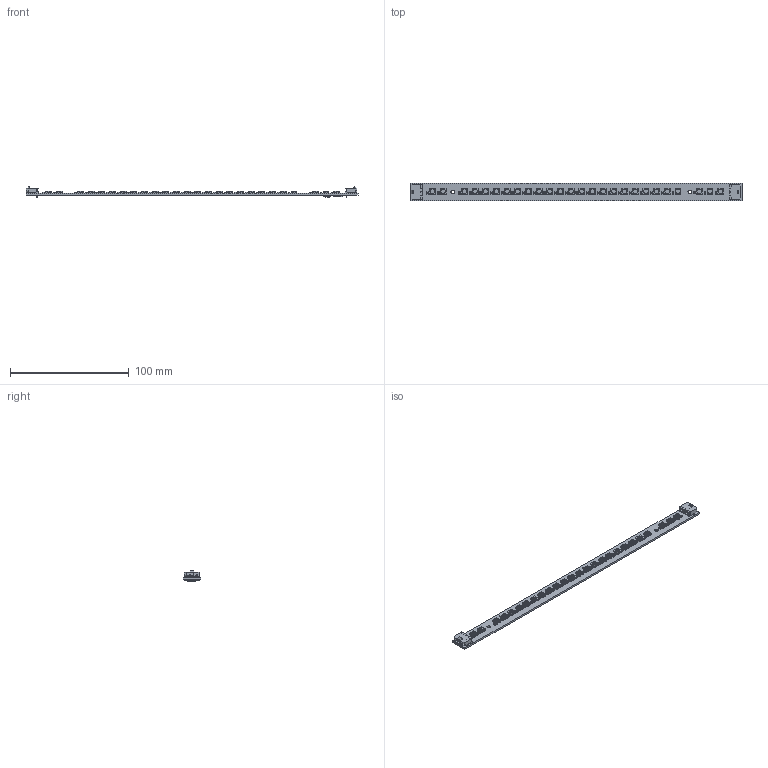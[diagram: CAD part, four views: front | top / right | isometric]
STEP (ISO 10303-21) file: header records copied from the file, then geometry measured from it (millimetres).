
FILE_DESCRIPTION(/* description */ (''),/* implementation_level */ '2;1');
FILE_NAME(/* name */ 'LEDBAR 15x280.step',/* time_stamp */ '2024-01-29T15:41:08+01:00',/* author */ (''),/* organization */ (''),/* preprocessor_version */ 'ST-DEVELOPER v20',/* originating_system */ 'Autodesk Translation Framework v12.14.0.127',/* authorisation */ '');
FILE_SCHEMA (('AUTOMOTIVE_DESIGN { 1 0 10303 214 3 1 1 }'));
Length unit declared in the file: millimetre
Products named in the file (112): (Unsaved); Board; Open CASCADE STEP translator 7.5 1.1.1; U29; U28; U27; U25; U24; U23; U22; U21; U20; U19; U18; C33; C0805; C32; C0805_1; C31; C0805_2; C29; C0805_3; C28; C0805_4; C27; C0805_5; C26; C0805_6; C25; C0805_7; C24; C0805_8; C23; C0805_9; C22; C0805_10; U17; U9; U16; U8 ...
Assembly tree (309 placements, depth 4):
  (Unsaved)
    Board
      Open CASCADE STEP translator 7.5 1.1.1
    U29
      User Library-WS2812B
    U28
      User Library-WS2812B
    U27
      User Library-WS2812B
    U25
      User Library-WS2812B
    U24
      User Library-WS2812B
    U23
      User Library-WS2812B
    U22
      User Library-WS2812B
    U21
      User Library-WS2812B
    U20
      User Library-WS2812B
    U19
      User Library-WS2812B
    U18
      User Library-WS2812B
    C33
      C0805
        Open CASCADE STEP translator 7.5 1.13.1.1
        Open CASCADE STEP translator 7.5 1.13.1.2
        Open CASCADE STEP translator 7.5 1.13.1.3
        Open CASCADE STEP translator 7.5 1.13.1.4
        Open CASCADE STEP translator 7.5 1.13.1.5
        Open CASCADE STEP translator 7.5 1.13.1.6
    C32
      C0805_1
        Open CASCADE STEP translator 7.5 1.13.1.1
        Open CASCADE STEP translator 7.5 1.13.1.2
        Open CASCADE STEP translator 7.5 1.13.1.3
        Open CASCADE STEP translator 7.5 1.13.1.4
        Open CASCADE STEP translator 7.5 1.13.1.5
        Open CASCADE STEP translator 7.5 1.13.1.6
    C31
      C0805_2
        Open CASCADE STEP translator 7.5 1.13.1.1
        Open CASCADE STEP translator 7.5 1.13.1.2
        Open CASCADE STEP translator 7.5 1.13.1.3
        Open CASCADE STEP translator 7.5 1.13.1.4
        Open CASCADE STEP translator 7.5 1.13.1.5
        Open CASCADE STEP translator 7.5 1.13.1.6
    C29
      C0805_3
        Open CASCADE STEP translator 7.5 1.13.1.1
        Open CASCADE STEP translator 7.5 1.13.1.2
        Open CASCADE STEP translator 7.5 1.13.1.3
        Open CASCADE STEP translator 7.5 1.13.1.4
        Open CASCADE STEP translator 7.5 1.13.1.5
        Open CASCADE STEP translator 7.5 1.13.1.6
    C28
      C0805_4
        Open CASCADE STEP translator 7.5 1.13.1.1
Bounding box: 280 x 15 x 9.06 mm (x, y, z)
Volume: 8578.4 mm3; surface area: 15408.8 mm2
Topology: 281 solids, 281 shells, 8745 faces, 22243 edges, 13286 vertices
Faces by surface type: plane 5583, cylinder 2044, sphere 704, torus 232, bspline 182
Full cylindrical faces by diameter (mm): 1.02 x6, 2.41 x4, 3.1 x2, 3.282 x26, 4 x78
Entity records: 37052 total; most frequent: CARTESIAN_POINT 9375, ORIENTED_EDGE 5280, DIRECTION 5076, EDGE_CURVE 2640, LINE 1984, VECTOR 1984, VERTEX_POINT 1698, AXIS2_PLACEMENT_3D 1546
